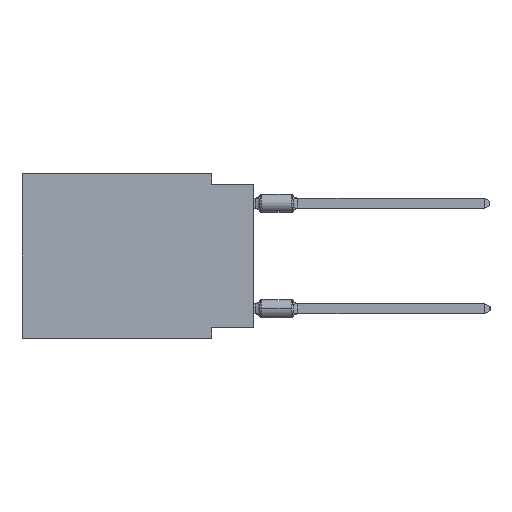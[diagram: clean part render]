
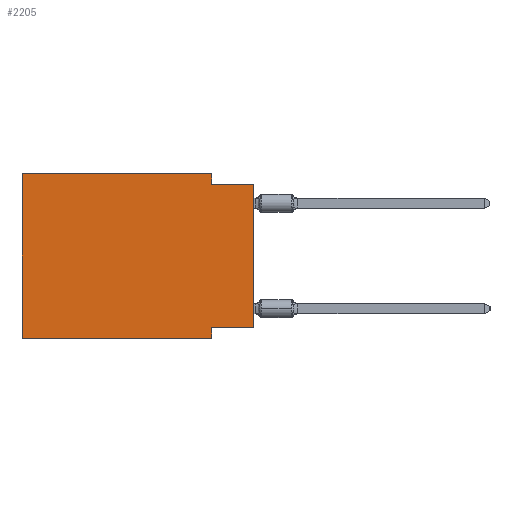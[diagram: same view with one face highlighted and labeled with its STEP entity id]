
A CAD part, left-side view. The second image highlights one B-rep face of the part: STEP entity #2205.
In plain terms, the highlighted planar face has unit normal (-1, 0, 0).
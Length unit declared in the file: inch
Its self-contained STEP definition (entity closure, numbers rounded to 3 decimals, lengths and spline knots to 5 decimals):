
#1185 = ORIENTED_EDGE ( 'NONE', *, *, #28864, .F. ) ;
#1554 = VECTOR ( 'NONE', #12808, 39.37008 ) ;
#1660 = DIRECTION ( 'NONE',  ( 0., -1., 0. ) ) ;
#1682 = VECTOR ( 'NONE', #27067, 39.37008 ) ;
#2000 = CARTESIAN_POINT ( 'NONE',  ( 0., 0.1, 0. ) ) ;
#2021 = VERTEX_POINT ( 'NONE', #35679 ) ;
#2205 = ADVANCED_FACE ( 'NONE', ( #43888 ), #27178, .F. ) ;
#2908 = CARTESIAN_POINT ( 'NONE',  ( 0., 0.55, 0. ) ) ;
#3465 = CARTESIAN_POINT ( 'NONE',  ( 0., 0.1, -0.39 ) ) ;
#4635 = LINE ( 'NONE', #4863, #6621 ) ;
#4863 = CARTESIAN_POINT ( 'NONE',  ( 0., 0.55, -0.39 ) ) ;
#5195 = EDGE_CURVE ( 'NONE', #41777, #25763, #12858, .T. ) ;
#5806 = ORIENTED_EDGE ( 'NONE', *, *, #39737, .T. ) ;
#6369 = DIRECTION ( 'NONE',  ( 0., 0., -1. ) ) ;
#6621 = VECTOR ( 'NONE', #1660, 39.37008 ) ;
#7731 = VERTEX_POINT ( 'NONE', #3465 ) ;
#11064 = ORIENTED_EDGE ( 'NONE', *, *, #21323, .F. ) ;
#11179 = EDGE_CURVE ( 'NONE', #26710, #17247, #22290, .T. ) ;
#12102 = EDGE_CURVE ( 'NONE', #42176, #41777, #20283, .T. ) ;
#12229 = DIRECTION ( 'NONE',  ( 0., 1., 0. ) ) ;
#12808 = DIRECTION ( 'NONE',  ( 0., -1., 0. ) ) ;
#12858 = LINE ( 'NONE', #15612, #32418 ) ;
#13652 = CARTESIAN_POINT ( 'NONE',  ( 0., 0.55, 0. ) ) ;
#15183 = ORIENTED_EDGE ( 'NONE', *, *, #12102, .F. ) ;
#15394 = LINE ( 'NONE', #35522, #1554 ) ;
#15612 = CARTESIAN_POINT ( 'NONE',  ( 0., 0.1, 0. ) ) ;
#16307 = CARTESIAN_POINT ( 'NONE',  ( 0., 0.1, -0.365 ) ) ;
#17247 = VERTEX_POINT ( 'NONE', #16307 ) ;
#18597 = ORIENTED_EDGE ( 'NONE', *, *, #5195, .F. ) ;
#18888 = CARTESIAN_POINT ( 'NONE',  ( 0., 0.1, -0.025 ) ) ;
#19868 = CARTESIAN_POINT ( 'NONE',  ( 0., 0.55, 0. ) ) ;
#20283 = LINE ( 'NONE', #2908, #35665 ) ;
#21323 = EDGE_CURVE ( 'NONE', #17247, #7731, #36096, .T. ) ;
#22087 = DIRECTION ( 'NONE',  ( 0., 0., 1. ) ) ;
#22290 = LINE ( 'NONE', #36463, #31203 ) ;
#23202 = CARTESIAN_POINT ( 'NONE',  ( 0., 0.55, 0. ) ) ;
#24718 = VECTOR ( 'NONE', #38852, 39.37008 ) ;
#24843 = EDGE_CURVE ( 'NONE', #25763, #37239, #15394, .T. ) ;
#24899 = CARTESIAN_POINT ( 'NONE',  ( 0., 0.1, -0.39 ) ) ;
#25282 = LINE ( 'NONE', #39467, #27235 ) ;
#25763 = VERTEX_POINT ( 'NONE', #18888 ) ;
#26575 = EDGE_LOOP ( 'NONE', ( #34934, #31671, #18597, #15183, #1185, #5806, #11064, #31430 ) ) ;
#26710 = VERTEX_POINT ( 'NONE', #44806 ) ;
#27067 = DIRECTION ( 'NONE',  ( 0., 0., 1. ) ) ;
#27178 = PLANE ( 'NONE',  #34279 ) ;
#27235 = VECTOR ( 'NONE', #22087, 39.37008 ) ;
#28864 = EDGE_CURVE ( 'NONE', #2021, #42176, #36919, .T. ) ;
#31203 = VECTOR ( 'NONE', #12229, 39.37008 ) ;
#31430 = ORIENTED_EDGE ( 'NONE', *, *, #11179, .F. ) ;
#31671 = ORIENTED_EDGE ( 'NONE', *, *, #24843, .F. ) ;
#32418 = VECTOR ( 'NONE', #40526, 39.37008 ) ;
#34279 = AXIS2_PLACEMENT_3D ( 'NONE', #19868, #36801, #6369 ) ;
#34934 = ORIENTED_EDGE ( 'NONE', *, *, #44767, .T. ) ;
#35522 = CARTESIAN_POINT ( 'NONE',  ( 0., 0., -0.025 ) ) ;
#35665 = VECTOR ( 'NONE', #43867, 39.37008 ) ;
#35679 = CARTESIAN_POINT ( 'NONE',  ( 0., 0.55, -0.39 ) ) ;
#36096 = LINE ( 'NONE', #24899, #24718 ) ;
#36463 = CARTESIAN_POINT ( 'NONE',  ( 0., 0., -0.365 ) ) ;
#36801 = DIRECTION ( 'NONE',  ( 1., 0., 0. ) ) ;
#36919 = LINE ( 'NONE', #23202, #1682 ) ;
#37239 = VERTEX_POINT ( 'NONE', #45201 ) ;
#38852 = DIRECTION ( 'NONE',  ( 0., 0., -1. ) ) ;
#39467 = CARTESIAN_POINT ( 'NONE',  ( 0., 0., 0. ) ) ;
#39737 = EDGE_CURVE ( 'NONE', #2021, #7731, #4635, .T. ) ;
#40526 = DIRECTION ( 'NONE',  ( 0., 0., -1. ) ) ;
#41777 = VERTEX_POINT ( 'NONE', #2000 ) ;
#42176 = VERTEX_POINT ( 'NONE', #13652 ) ;
#43867 = DIRECTION ( 'NONE',  ( 0., -1., 0. ) ) ;
#43888 = FACE_OUTER_BOUND ( 'NONE', #26575, .T. ) ;
#44767 = EDGE_CURVE ( 'NONE', #26710, #37239, #25282, .T. ) ;
#44806 = CARTESIAN_POINT ( 'NONE',  ( 0., 0., -0.365 ) ) ;
#45201 = CARTESIAN_POINT ( 'NONE',  ( 0., 0., -0.025 ) ) ;
